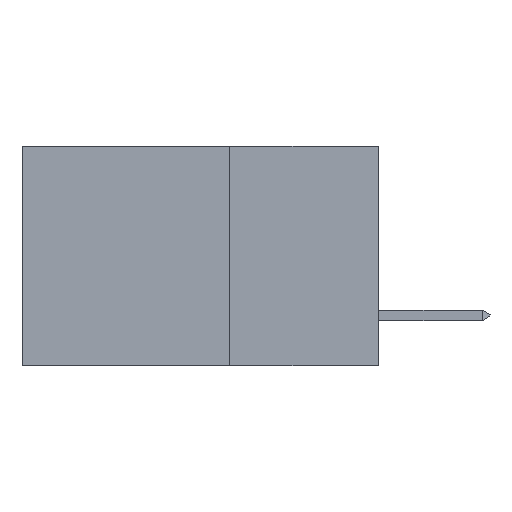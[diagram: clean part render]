
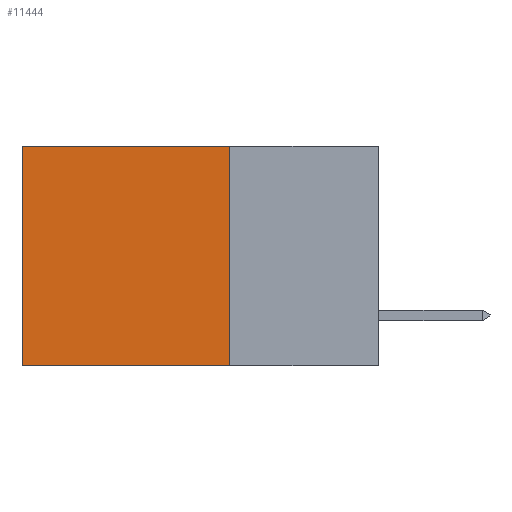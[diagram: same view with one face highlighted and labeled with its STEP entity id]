
A CAD part, left-side view. The second image highlights one B-rep face of the part: STEP entity #11444.
In plain terms, the highlighted planar face has unit normal (-1, 0, 0).
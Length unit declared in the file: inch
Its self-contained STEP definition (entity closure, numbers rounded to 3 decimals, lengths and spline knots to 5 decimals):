
#34 = EDGE_CURVE ( 'NONE', #4254, #10327, #12734, .T. ) ;
#51 = VERTEX_POINT ( 'NONE', #308 ) ;
#254 = DIRECTION ( 'NONE',  ( 0., 1., 0. ) ) ;
#282 = DIRECTION ( 'NONE',  ( 0., 0., -1. ) ) ;
#308 = CARTESIAN_POINT ( 'NONE',  ( 0.298, 0.6, -0.37 ) ) ;
#2176 = CARTESIAN_POINT ( 'NONE',  ( 0.298, 0.25, -0.37 ) ) ;
#2459 = VECTOR ( 'NONE', #8549, 39.37008 ) ;
#2584 = DIRECTION ( 'NONE',  ( 0., 0., -1. ) ) ;
#3077 = FACE_OUTER_BOUND ( 'NONE', #14443, .T. ) ;
#3117 = ORIENTED_EDGE ( 'NONE', *, *, #11845, .T. ) ;
#3921 = PLANE ( 'NONE',  #4851 ) ;
#4254 = VERTEX_POINT ( 'NONE', #11496 ) ;
#4851 = AXIS2_PLACEMENT_3D ( 'NONE', #13034, #10479, #282 ) ;
#5019 = EDGE_CURVE ( 'NONE', #6514, #51, #10420, .T. ) ;
#5166 = ORIENTED_EDGE ( 'NONE', *, *, #7483, .F. ) ;
#5501 = LINE ( 'NONE', #12804, #6090 ) ;
#6012 = CARTESIAN_POINT ( 'NONE',  ( 0.298, 0.25, 0. ) ) ;
#6090 = VECTOR ( 'NONE', #2584, 39.37008 ) ;
#6514 = VERTEX_POINT ( 'NONE', #13266 ) ;
#7483 = EDGE_CURVE ( 'NONE', #4254, #6514, #11114, .T. ) ;
#7602 = VECTOR ( 'NONE', #13697, 39.37008 ) ;
#7689 = ORIENTED_EDGE ( 'NONE', *, *, #34, .T. ) ;
#8549 = DIRECTION ( 'NONE',  ( 0., 0., -1. ) ) ;
#10327 = VERTEX_POINT ( 'NONE', #11795 ) ;
#10343 = VECTOR ( 'NONE', #254, 39.37008 ) ;
#10420 = LINE ( 'NONE', #2176, #7602 ) ;
#10479 = DIRECTION ( 'NONE',  ( 1., 0., 0. ) ) ;
#11114 = LINE ( 'NONE', #6012, #2459 ) ;
#11444 = ADVANCED_FACE ( 'NONE', ( #3077 ), #3921, .F. ) ;
#11496 = CARTESIAN_POINT ( 'NONE',  ( 0.298, 0.25, 0. ) ) ;
#11795 = CARTESIAN_POINT ( 'NONE',  ( 0.298, 0.6, 0. ) ) ;
#11845 = EDGE_CURVE ( 'NONE', #10327, #51, #5501, .T. ) ;
#12734 = LINE ( 'NONE', #13001, #10343 ) ;
#12804 = CARTESIAN_POINT ( 'NONE',  ( 0.298, 0.6, 0. ) ) ;
#13001 = CARTESIAN_POINT ( 'NONE',  ( 0.298, 0.25, 0. ) ) ;
#13034 = CARTESIAN_POINT ( 'NONE',  ( 0.298, 0.25, 0. ) ) ;
#13266 = CARTESIAN_POINT ( 'NONE',  ( 0.298, 0.25, -0.37 ) ) ;
#13697 = DIRECTION ( 'NONE',  ( 0., 1., 0. ) ) ;
#14443 = EDGE_LOOP ( 'NONE', ( #3117, #15380, #5166, #7689 ) ) ;
#15380 = ORIENTED_EDGE ( 'NONE', *, *, #5019, .F. ) ;
